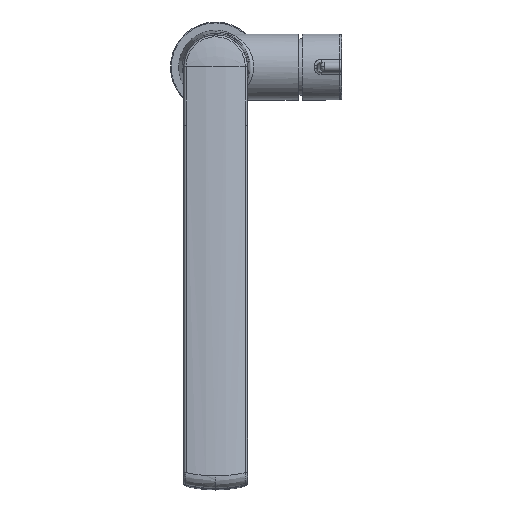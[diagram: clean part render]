
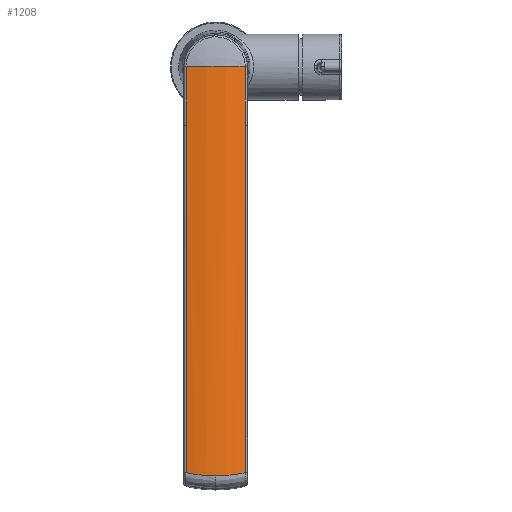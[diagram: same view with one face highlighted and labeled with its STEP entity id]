
A CAD part, top view. The second image highlights one B-rep face of the part: STEP entity #1208.
In plain terms, the highlighted cylindrical face has radius 83.765 mm (diameter 167.529 mm), a partial arc.
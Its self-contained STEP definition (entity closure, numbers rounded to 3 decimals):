
#78=B_SPLINE_CURVE_WITH_KNOTS('',3,(#5366,#5367,#5368,#5369,#5370),
 .UNSPECIFIED.,.F.,.F.,(4,1,4),(0.,0.497,1.),
 .UNSPECIFIED.);
#79=B_SPLINE_CURVE_WITH_KNOTS('',3,(#5372,#5373,#5374,#5375,#5376,#5377,
#5378),.UNSPECIFIED.,.F.,.F.,(4,3,4),(0.,0.503,1.),
 .UNSPECIFIED.);
#197=FACE_OUTER_BOUND('',#289,.T.);
#289=EDGE_LOOP('',(#915,#916,#917,#918,#919,#920,#921));
#364=LINE('',#5361,#413);
#365=LINE('',#5380,#414);
#366=LINE('',#5382,#415);
#367=LINE('',#5385,#416);
#413=VECTOR('',#1592,201.398);
#414=VECTOR('',#1599,201.398);
#415=VECTOR('',#1600,34.036);
#416=VECTOR('',#1603,34.036);
#478=CIRCLE('',#1377,83.765);
#567=VERTEX_POINT('',#5359);
#568=VERTEX_POINT('',#5360);
#569=VERTEX_POINT('',#5365);
#570=VERTEX_POINT('',#5371);
#571=VERTEX_POINT('',#5379);
#572=VERTEX_POINT('',#5381);
#573=VERTEX_POINT('',#5383);
#691=EDGE_CURVE('',#567,#568,#364,.T.);
#694=EDGE_CURVE('',#567,#569,#78,.T.);
#695=EDGE_CURVE('',#569,#570,#79,.T.);
#696=EDGE_CURVE('',#571,#570,#365,.T.);
#697=EDGE_CURVE('',#572,#571,#366,.T.);
#698=EDGE_CURVE('',#573,#572,#478,.T.);
#699=EDGE_CURVE('',#568,#573,#367,.T.);
#915=ORIENTED_EDGE('',*,*,#694,.T.);
#916=ORIENTED_EDGE('',*,*,#695,.T.);
#917=ORIENTED_EDGE('',*,*,#696,.F.);
#918=ORIENTED_EDGE('',*,*,#697,.F.);
#919=ORIENTED_EDGE('',*,*,#698,.F.);
#920=ORIENTED_EDGE('',*,*,#699,.F.);
#921=ORIENTED_EDGE('',*,*,#691,.F.);
#1163=CYLINDRICAL_SURFACE('',#1376,83.765);
#1208=ADVANCED_FACE('',(#197),#1163,.T.);
#1376=AXIS2_PLACEMENT_3D('',#5364,#1597,#1598);
#1377=AXIS2_PLACEMENT_3D('',#5384,#1601,#1602);
#1592=DIRECTION('',(0.,-0.114,-0.993));
#1597=DIRECTION('center_axis',(0.,-0.114,-0.993));
#1598=DIRECTION('ref_axis',(0.,0.993,-0.114));
#1599=DIRECTION('',(0.,0.114,0.993));
#1600=DIRECTION('',(0.,0.114,0.993));
#1601=DIRECTION('center_axis',(0.,-0.114,-0.993));
#1602=DIRECTION('ref_axis',(0.,0.993,-0.114));
#1603=DIRECTION('',(0.,-0.114,-0.993));
#5359=CARTESIAN_POINT('',(-17.026,72.039,233.82));
#5360=CARTESIAN_POINT('',(-17.026,49.045,33.739));
#5361=CARTESIAN_POINT('',(-17.026,72.039,233.82));
#5364=CARTESIAN_POINT('Origin',(0.,-8.458,251.74));
#5365=CARTESIAN_POINT('',(0.,74.006,235.62));
#5366=CARTESIAN_POINT('Ctrl Pts',(-17.026,72.039,233.82));
#5367=CARTESIAN_POINT('Ctrl Pts',(-14.282,72.68,234.41));
#5368=CARTESIAN_POINT('Ctrl Pts',(-8.686,73.662,235.309));
#5369=CARTESIAN_POINT('Ctrl Pts',(-2.934,74.006,235.62));
#5370=CARTESIAN_POINT('Ctrl Pts',(0.,74.006,235.62));
#5371=CARTESIAN_POINT('',(17.026,72.039,233.82));
#5372=CARTESIAN_POINT('Ctrl Pts',(0.,74.006,
235.62));
#5373=CARTESIAN_POINT('Ctrl Pts',(2.934,74.006,235.62));
#5374=CARTESIAN_POINT('Ctrl Pts',(5.827,73.833,235.464));
#5375=CARTESIAN_POINT('Ctrl Pts',(8.681,73.499,235.159));
#5376=CARTESIAN_POINT('Ctrl Pts',(11.501,73.168,234.857));
#5377=CARTESIAN_POINT('Ctrl Pts',(14.282,72.68,234.41));
#5378=CARTESIAN_POINT('Ctrl Pts',(17.026,72.039,233.82));
#5379=CARTESIAN_POINT('',(17.026,49.045,33.739));
#5380=CARTESIAN_POINT('',(17.026,49.045,33.739));
#5381=CARTESIAN_POINT('',(17.026,45.159,-0.074));
#5382=CARTESIAN_POINT('',(17.026,45.159,-0.074));
#5383=CARTESIAN_POINT('',(-17.026,45.159,-0.074));
#5384=CARTESIAN_POINT('Origin',(0.,-36.321,9.29));
#5385=CARTESIAN_POINT('',(-17.026,49.045,33.739));
